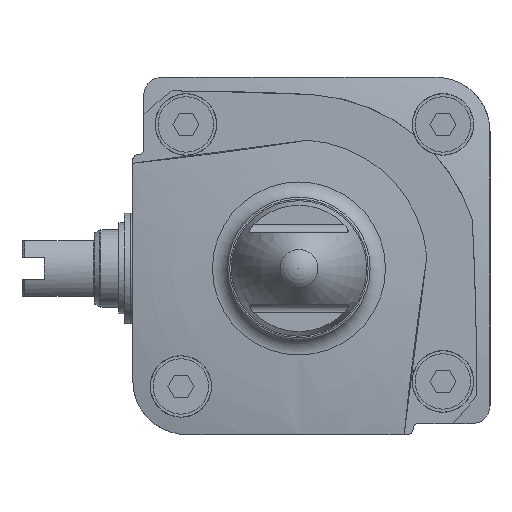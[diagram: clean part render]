
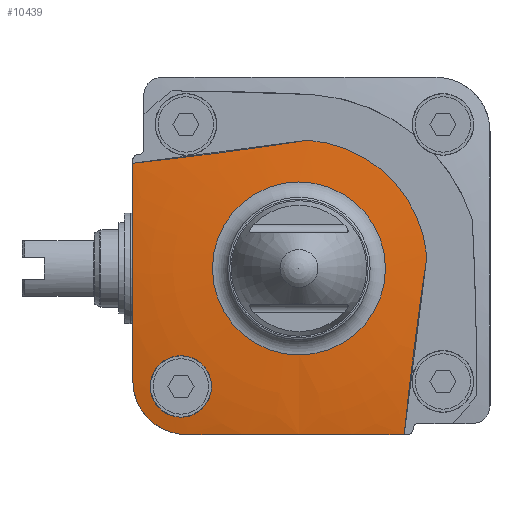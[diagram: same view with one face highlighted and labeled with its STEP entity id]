
A CAD part, left-side view. The second image highlights one B-rep face of the part: STEP entity #10439.
In plain terms, the highlighted toroidal (fillet/blend) face has major radius 8.49 mm and minor radius 139.85 mm.
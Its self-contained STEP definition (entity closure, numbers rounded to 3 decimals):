
#1583=B_SPLINE_CURVE_WITH_KNOTS('',3,(#15079,#15080,#15081,#15082,#15083),
 .UNSPECIFIED.,.F.,.F.,(4,1,4),(0.878,0.898,0.918),
 .UNSPECIFIED.);
#1584=B_SPLINE_CURVE_WITH_KNOTS('',3,(#15086,#15087,#15088,#15089,#15090),
 .UNSPECIFIED.,.F.,.F.,(4,1,4),(0.,0.016,
0.033),.UNSPECIFIED.);
#1585=B_SPLINE_CURVE_WITH_KNOTS('',3,(#15094,#15095,#15096,#15097,#15098),
 .UNSPECIFIED.,.F.,.F.,(4,1,4),(0.,0.016,
0.032),.UNSPECIFIED.);
#1586=B_SPLINE_CURVE_WITH_KNOTS('',3,(#15100,#15101,#15102,#15103,#15104),
 .UNSPECIFIED.,.F.,.F.,(4,1,4),(0.879,0.899,0.918),
 .UNSPECIFIED.);
#1587=B_SPLINE_CURVE_WITH_KNOTS('',3,(#15106,#15107,#15108,#15109,#15110,
#15111,#15112),.UNSPECIFIED.,.F.,.F.,(4,1,1,1,4),(0.,0.004,
0.008,0.011,0.015),
 .UNSPECIFIED.);
#1588=B_SPLINE_CURVE_WITH_KNOTS('',3,(#15113,#15114,#15115,#15116,#15117,
#15118,#15119,#15120,#15121,#15122,#15123),.UNSPECIFIED.,.T.,.F.,(1,1,1,
1,1,1,1,1,1,1,1,1,1,1,1),(-0.013,-0.009,-0.004,
0.,0.004,0.009,0.013,
0.017,0.022,0.026,0.031,
0.035,0.039,0.044,0.048),
 .UNSPECIFIED.);
#2117=ORIENTED_EDGE('',*,*,#4053,.T.);
#2118=ORIENTED_EDGE('',*,*,#4054,.T.);
#2119=ORIENTED_EDGE('',*,*,#4055,.T.);
#2120=ORIENTED_EDGE('',*,*,#4056,.F.);
#2121=ORIENTED_EDGE('',*,*,#4057,.T.);
#2122=ORIENTED_EDGE('',*,*,#4058,.T.);
#2123=ORIENTED_EDGE('',*,*,#4059,.T.);
#2124=ORIENTED_EDGE('',*,*,#4060,.T.);
#4053=EDGE_CURVE('',#4986,#4986,#5533,.T.);
#4054=EDGE_CURVE('',#4987,#4988,#1583,.T.);
#4055=EDGE_CURVE('',#4988,#4989,#1584,.T.);
#4056=EDGE_CURVE('',#4990,#4989,#5534,.T.);
#4057=EDGE_CURVE('',#4990,#4991,#1585,.T.);
#4058=EDGE_CURVE('',#4991,#4992,#1586,.T.);
#4059=EDGE_CURVE('',#4992,#4987,#1587,.T.);
#4060=EDGE_CURVE('',#4993,#4993,#1588,.T.);
#4986=VERTEX_POINT('',#15078);
#4987=VERTEX_POINT('',#15084);
#4988=VERTEX_POINT('',#15085);
#4989=VERTEX_POINT('',#15091);
#4990=VERTEX_POINT('',#15093);
#4991=VERTEX_POINT('',#15099);
#4992=VERTEX_POINT('',#15105);
#4993=VERTEX_POINT('',#15124);
#5533=CIRCLE('',#11012,15.621);
#5534=CIRCLE('',#11013,23.21);
#5910=EDGE_LOOP('',(#2117));
#5911=EDGE_LOOP('',(#2118,#2119,#2120,#2121,#2122,#2123));
#5912=EDGE_LOOP('',(#2124));
#6542=FACE_BOUND('',#5910,.T.);
#6543=FACE_BOUND('',#5911,.T.);
#6544=FACE_BOUND('',#5912,.T.);
#7101=DEGENERATE_TOROIDAL_SURFACE('',#11011,8.49,139.85,.T.);
#10439=ADVANCED_FACE('',(#6542,#6543,#6544),#7101,.T.);
#11011=AXIS2_PLACEMENT_3D('',#15076,#12205,#12206);
#11012=AXIS2_PLACEMENT_3D('',#15077,#12207,#12208);
#11013=AXIS2_PLACEMENT_3D('',#15092,#12209,#12210);
#12205=DIRECTION('',(1.,0.,0.));
#12206=DIRECTION('',(0.,0.,-1.));
#12207=DIRECTION('',(1.,0.,0.));
#12208=DIRECTION('',(0.,0.,-1.));
#12209=DIRECTION('',(1.,0.,0.));
#12210=DIRECTION('',(0.,0.,-1.));
#15076=CARTESIAN_POINT('',(65.74,0.,0.));
#15077=CARTESIAN_POINT('',(-73.928,0.,0.));
#15078=CARTESIAN_POINT('',(-73.928,0.,-15.621));
#15079=CARTESIAN_POINT('',(-71.338,20.25,-30.));
#15080=CARTESIAN_POINT('',(-72.071,13.77,-30.));
#15081=CARTESIAN_POINT('',(-72.774,0.613,-30.));
#15082=CARTESIAN_POINT('',(-72.161,-12.485,-30.));
#15083=CARTESIAN_POINT('',(-71.475,-18.997,-30.));
#15084=CARTESIAN_POINT('',(-71.338,20.25,-30.));
#15085=CARTESIAN_POINT('',(-71.475,-18.997,-30.));
#15086=CARTESIAN_POINT('',(-71.475,-18.997,-30.));
#15087=CARTESIAN_POINT('',(-72.306,-19.558,-24.648));
#15088=CARTESIAN_POINT('',(-73.355,-20.804,-13.924));
#15089=CARTESIAN_POINT('',(-73.472,-22.297,-3.178));
#15090=CARTESIAN_POINT('',(-73.333,-23.106,2.198));
#15091=CARTESIAN_POINT('',(-73.333,-23.106,2.198));
#15092=CARTESIAN_POINT('',(-73.333,0.,0.));
#15093=CARTESIAN_POINT('',(-73.333,-1.564,23.157));
#15094=CARTESIAN_POINT('',(-73.333,-1.564,23.157));
#15095=CARTESIAN_POINT('',(-73.457,3.699,22.341));
#15096=CARTESIAN_POINT('',(-73.326,14.225,20.832));
#15097=CARTESIAN_POINT('',(-72.287,24.764,19.563));
#15098=CARTESIAN_POINT('',(-71.476,30.,18.992));
#15099=CARTESIAN_POINT('',(-71.476,30.,18.992));
#15100=CARTESIAN_POINT('',(-71.476,30.,18.992));
#15101=CARTESIAN_POINT('',(-72.159,30.,12.505));
#15102=CARTESIAN_POINT('',(-72.773,30.,-0.658));
#15103=CARTESIAN_POINT('',(-72.074,30.,-13.745));
#15104=CARTESIAN_POINT('',(-71.338,30.,-20.25));
#15105=CARTESIAN_POINT('',(-71.338,30.,-20.25));
#15106=CARTESIAN_POINT('',(-71.338,30.,-20.25));
#15107=CARTESIAN_POINT('',(-71.193,30.,-21.532));
#15108=CARTESIAN_POINT('',(-70.961,29.496,-24.066));
#15109=CARTESIAN_POINT('',(-70.835,27.327,-27.323));
#15110=CARTESIAN_POINT('',(-70.96,24.078,-29.491));
#15111=CARTESIAN_POINT('',(-71.193,21.532,-30.));
#15112=CARTESIAN_POINT('',(-71.338,20.25,-30.));
#15113=CARTESIAN_POINT('',(-73.016,15.154,-21.289));
#15114=CARTESIAN_POINT('',(-72.359,16.94,-25.623));
#15115=CARTESIAN_POINT('',(-71.652,21.238,-27.452));
#15116=CARTESIAN_POINT('',(-71.339,25.627,-25.693));
#15117=CARTESIAN_POINT('',(-71.642,27.455,-21.321));
#15118=CARTESIAN_POINT('',(-72.346,25.678,-16.998));
#15119=CARTESIAN_POINT('',(-73.006,21.384,-15.158));
#15120=CARTESIAN_POINT('',(-73.266,16.985,-16.914));
#15121=CARTESIAN_POINT('',(-73.016,15.154,-21.289));
#15122=CARTESIAN_POINT('',(-72.359,16.94,-25.623));
#15123=CARTESIAN_POINT('',(-71.652,21.238,-27.452));
#15124=CARTESIAN_POINT('',(-72.35,17.359,-25.205));
